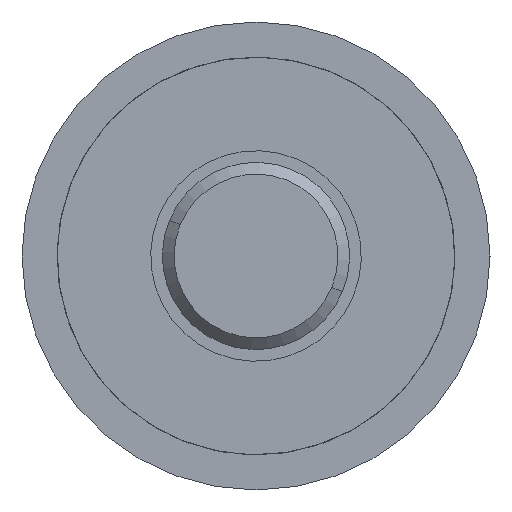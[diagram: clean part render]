
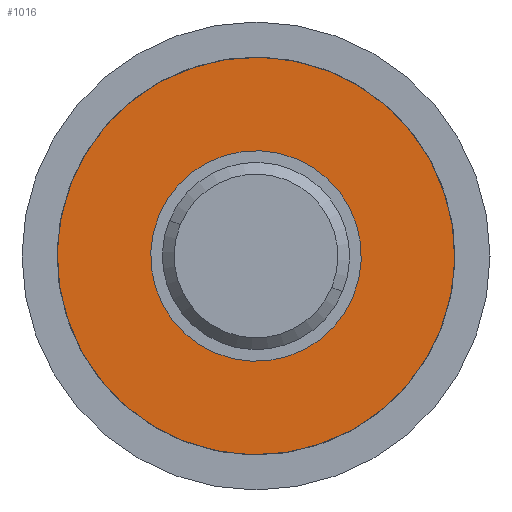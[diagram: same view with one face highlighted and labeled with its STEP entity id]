
A CAD part, left-side view. The second image highlights one B-rep face of the part: STEP entity #1016.
In plain terms, the highlighted planar face has unit normal (-1, 0, 0).
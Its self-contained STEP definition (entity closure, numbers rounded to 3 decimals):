
#36 = DIRECTION ( 'NONE',  ( 0., -0.924, -0.382 ) ) ;
#68 = DIRECTION ( 'NONE',  ( 1., 0., 0. ) ) ;
#71 = DIRECTION ( 'NONE',  ( 0., -0.924, -0.382 ) ) ;
#95 = CARTESIAN_POINT ( 'NONE',  ( -93.54, 25.914, -7.856 ) ) ;
#100 = PLANE ( 'NONE',  #691 ) ;
#125 = CARTESIAN_POINT ( 'NONE',  ( -93.54, 22.668, 0. ) ) ;
#133 = DIRECTION ( 'NONE',  ( 1., 0., 0. ) ) ;
#199 = VERTEX_POINT ( 'NONE', #741 ) ;
#202 = VERTEX_POINT ( 'NONE', #749 ) ;
#207 = VERTEX_POINT ( 'NONE', #708 ) ;
#211 = VERTEX_POINT ( 'NONE', #724 ) ;
#237 = CIRCLE ( 'NONE', #659, 8.5 ) ;
#268 = FACE_OUTER_BOUND ( 'NONE', #556, .T. ) ;
#273 = FACE_BOUND ( 'NONE', #554, .T. ) ;
#335 = ORIENTED_EDGE ( 'NONE', *, *, #629, .F. ) ;
#336 = ORIENTED_EDGE ( 'NONE', *, *, #829, .F. ) ;
#337 = ORIENTED_EDGE ( 'NONE', *, *, #603, .T. ) ;
#360 = CIRCLE ( 'NONE', #602, 4.5 ) ;
#368 = CIRCLE ( 'NONE', #622, 8.5 ) ;
#492 = CIRCLE ( 'NONE', #608, 4.5 ) ;
#554 = EDGE_LOOP ( 'NONE', ( #337, #560 ) ) ;
#556 = EDGE_LOOP ( 'NONE', ( #335, #336 ) ) ;
#560 = ORIENTED_EDGE ( 'NONE', *, *, #580, .T. ) ;
#580 = EDGE_CURVE ( 'NONE', #207, #202, #492, .T. ) ;
#602 = AXIS2_PLACEMENT_3D ( 'NONE', #912, #922, #890 ) ;
#603 = EDGE_CURVE ( 'NONE', #202, #207, #360, .T. ) ;
#608 = AXIS2_PLACEMENT_3D ( 'NONE', #855, #862, #864 ) ;
#622 = AXIS2_PLACEMENT_3D ( 'NONE', #917, #975, #938 ) ;
#629 = EDGE_CURVE ( 'NONE', #211, #199, #368, .T. ) ;
#659 = AXIS2_PLACEMENT_3D ( 'NONE', #125, #133, #71 ) ;
#691 = AXIS2_PLACEMENT_3D ( 'NONE', #95, #68, #36 ) ;
#708 = CARTESIAN_POINT ( 'NONE',  ( -93.54, 26.827, 1.718 ) ) ;
#724 = CARTESIAN_POINT ( 'NONE',  ( -93.54, 14.812, -3.246 ) ) ;
#741 = CARTESIAN_POINT ( 'NONE',  ( -93.54, 30.524, 3.246 ) ) ;
#749 = CARTESIAN_POINT ( 'NONE',  ( -93.54, 18.509, -1.718 ) ) ;
#829 = EDGE_CURVE ( 'NONE', #199, #211, #237, .T. ) ;
#855 = CARTESIAN_POINT ( 'NONE',  ( -93.54, 22.668, 0. ) ) ;
#862 = DIRECTION ( 'NONE',  ( 1., 0., 0. ) ) ;
#864 = DIRECTION ( 'NONE',  ( 0., -0.924, -0.382 ) ) ;
#890 = DIRECTION ( 'NONE',  ( 0., -0.924, -0.382 ) ) ;
#912 = CARTESIAN_POINT ( 'NONE',  ( -93.54, 22.668, 0. ) ) ;
#917 = CARTESIAN_POINT ( 'NONE',  ( -93.54, 22.668, 0. ) ) ;
#922 = DIRECTION ( 'NONE',  ( 1., 0., 0. ) ) ;
#938 = DIRECTION ( 'NONE',  ( 0., -0.924, -0.382 ) ) ;
#975 = DIRECTION ( 'NONE',  ( 1., 0., 0. ) ) ;
#1016 = ADVANCED_FACE ( 'NONE', ( #268, #273 ), #100, .F. ) ;
